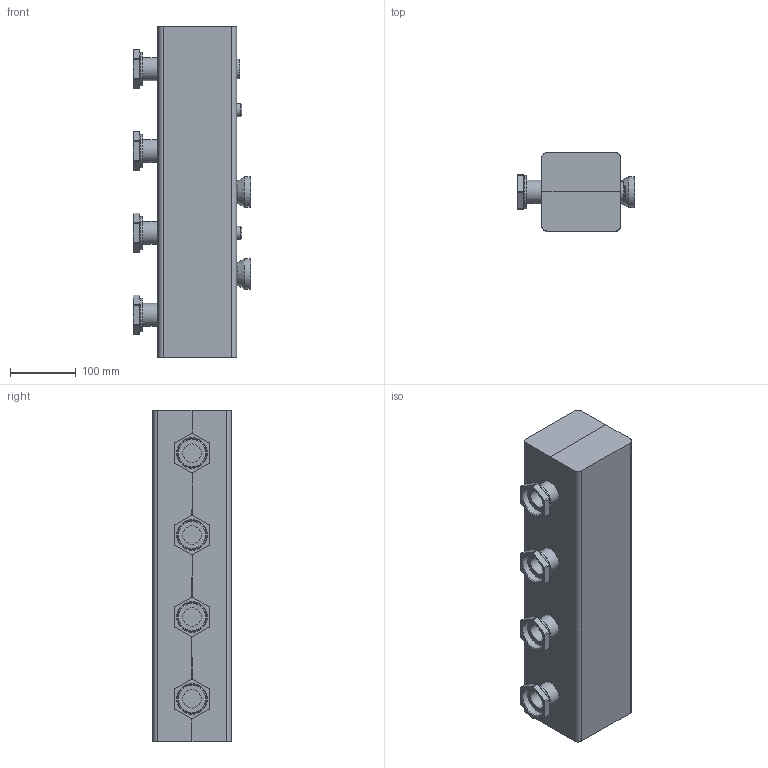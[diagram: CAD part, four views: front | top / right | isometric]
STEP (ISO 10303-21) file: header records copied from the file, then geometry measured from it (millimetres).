
FILE_DESCRIPTION(/* description */ (''),/* implementation_level */ '2;1');
FILE_NAME(/* name */ 'C70 2F DN25.stp',/* time_stamp */ '2015-09-28T21:01:10+02:00',/* author */ ('ARTUR'),/* organization */ (''),/* preprocessor_version */ 'ST-DEVELOPER v15.6',/* originating_system */ 'Autodesk Inventor 2015',/* authorisation */ '');
FILE_SCHEMA (('CONFIG_CONTROL_DESIGN'));
Length unit declared in the file: millimetre
Products named in the file (5): C702F-01.00; C702F-02.00; nakrętka GW 1 1_2; C702F-02.00_MIR; C70 2F DN25
Bounding box: 180 x 120 x 505 mm (x, y, z)
Volume: 7232788.8 mm3; surface area: 693478.4 mm2
Topology: 7 solids, 7 shells, 242 faces, 552 edges, 352 vertices
Faces by surface type: plane 130, cylinder 86, torus 14, cone 12
Full cylindrical faces by diameter (mm): 8 x2, 20 x2, 25 x2, 28 x6, 30 x2, 33 x2, 35 x4, 36 x4, 45 x4, 47 x2, 51 x4
Entity records: 4473 total; most frequent: DIRECTION 808, CARTESIAN_POINT 727, ORIENTED_EDGE 640, EDGE_CURVE 320, AXIS2_PLACEMENT_3D 315, VERTEX_POINT 234, EDGE_LOOP 230, LINE 178
